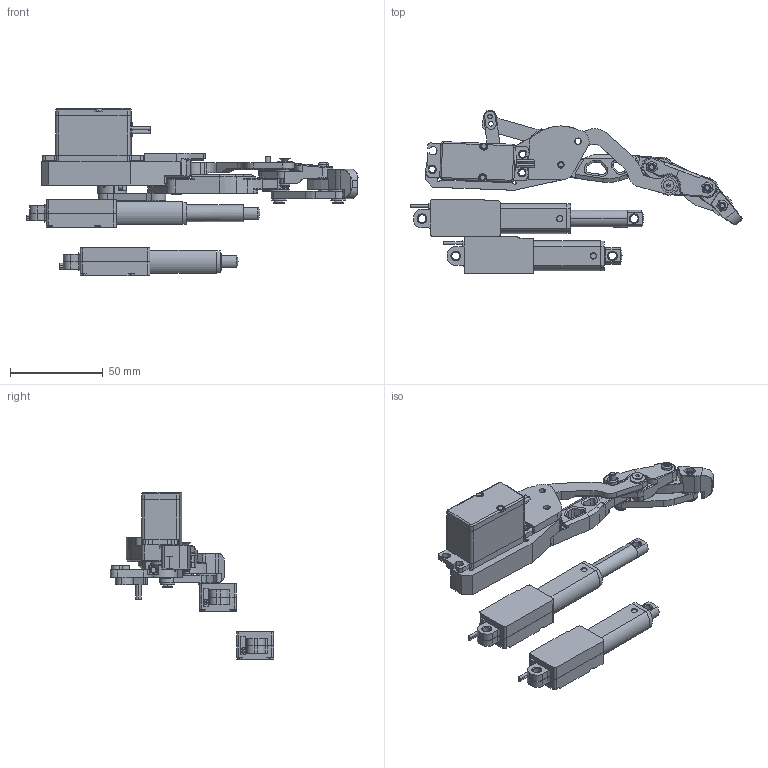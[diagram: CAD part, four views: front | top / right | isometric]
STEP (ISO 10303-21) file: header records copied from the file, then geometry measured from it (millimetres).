
FILE_DESCRIPTION (( 'STEP AP214' ), '1' );
FILE_NAME ('finger_step_13_1_2024.STEP', '2024-01-14T01:11:37', ( '' ), ( '' ), 'SwSTEP 2.0', 'SolidWorks 2020', '' );
FILE_SCHEMA (( 'AUTOMOTIVE_DESIGN' ));
Length unit declared in the file: millimetre
Products named in the file (27): socket countersunk head screw_din_DIN 7991 - M3 x 16 --- 12.8N; prevailing torque nut style 1 insert_din_DIN EN ISO 7040 - M3 - N; Part1^DC5821_master; socket head cap screw 4762_din_EN ISO 4762 M3 x 16 - 16N; DC5821_master; Copy of Part15^finger; pushrod22; Part3^LA-T8-6-30-3085-32; Copy of Part2^finger; Part1^LA-T8-6-30-3085-32; Part14^finger; Copy of Part16^finger; finger_step_13_1_2024; LA-T8-6-30-3085-32; Part4^LA-T8-6-30-3085-32; plain washer 6902 type abc_din_DIN 6902-A3.2; linkServoFinger; radial ball bearing_68_din_DIN 625 - 623 - 8,DE,NC,8_68; socket head cap screw 4762_din_EN ISO 4762 M3 x 12 - 12N; Part5^LA-T8-6-30-3085-32; Copy of Part7^finger; plain washer 6902 type abc_din_DIN 6902-B3.2; Assem3; Part4^finger; Copy of Part6^finger; Part2^LA-T8-6-30-3085-32
Assembly tree (45 placements, depth 3):
  Part14^finger
  finger_step_13_1_2024
    Copy of Part6^finger
    Copy of Part7^finger
    Assem3
      radial ball bearing_68_din_DIN 625 - 623 - 8,DE,NC,8_68
    Copy of Part16^finger
    prevailing torque nut style 1 insert_din_DIN EN ISO 7040 - M3 - N  x5
    plain washer 6902 type abc_din_DIN 6902-B3.2  x5
    socket countersunk head screw_din_DIN 7991 - M3 x 16 --- 12.8N  x4
    Copy of Part15^finger
    plain washer 6902 type abc_din_DIN 6902-A3.2  x4
    socket head cap screw 4762_din_EN ISO 4762 M3 x 12 - 12N
    socket head cap screw 4762_din_EN ISO 4762 M3 x 16 - 16N  x2
    pushrod22
    DC5821_master
      Part1^DC5821_master
    Part4^finger
    Copy of Part2^finger
    linkServoFinger
    LA-T8-6-30-3085-32
      Part1^LA-T8-6-30-3085-32
      Part2^LA-T8-6-30-3085-32
      Part3^LA-T8-6-30-3085-32
      Part4^LA-T8-6-30-3085-32
      Part5^LA-T8-6-30-3085-32
    LA-T8-6-30-3085-32
      Part1^LA-T8-6-30-3085-32
      Part2^LA-T8-6-30-3085-32
      Part3^LA-T8-6-30-3085-32
      Part4^LA-T8-6-30-3085-32
      Part5^LA-T8-6-30-3085-32
Bounding box: 178.94 x 88.05 x 90.14 mm (x, y, z)
Volume: 100940.1 mm3; surface area: 52795.8 mm2
Topology: 41 solids, 41 shells, 1834 faces, 4687 edges, 2942 vertices
Faces by surface type: plane 789, cylinder 599, cone 293, torus 123, sphere 16, bspline 14
Entity records: 44072 total; most frequent: CARTESIAN_POINT 9387, DIRECTION 6968, ORIENTED_EDGE 6618, EDGE_CURVE 3309, AXIS2_PLACEMENT_3D 2621, VERTEX_POINT 2097, LINE 1726, VECTOR 1726
